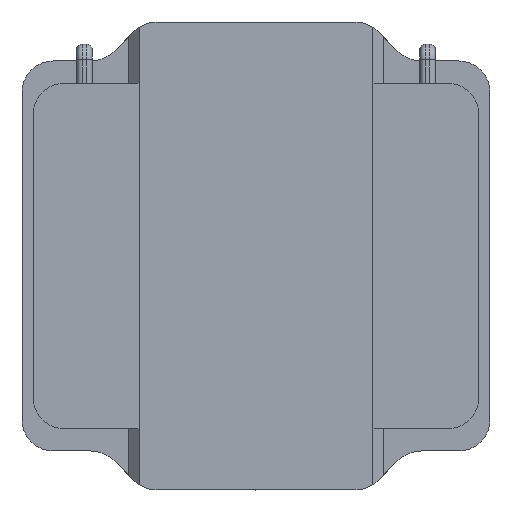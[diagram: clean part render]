
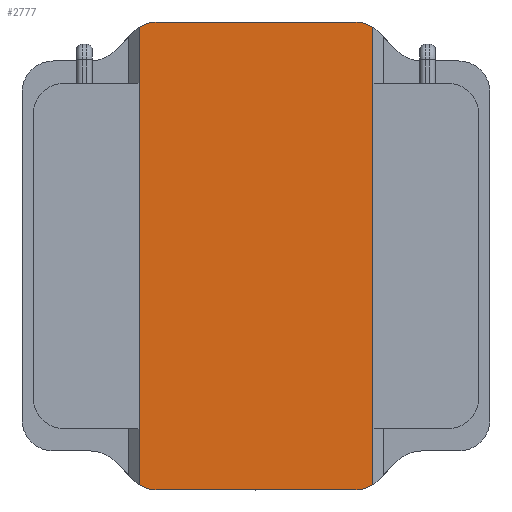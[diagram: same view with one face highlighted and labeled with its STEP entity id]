
A CAD part, front view. The second image highlights one B-rep face of the part: STEP entity #2777.
In plain terms, the highlighted planar face has unit normal (0, -1, 0).
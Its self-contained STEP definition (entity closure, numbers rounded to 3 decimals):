
#93 = LINE ( 'NONE', #3182, #2164 ) ;
#172 = EDGE_CURVE ( 'NONE', #6057, #276, #1395, .T. ) ;
#219 = EDGE_CURVE ( 'NONE', #344, #6057, #3249, .T. ) ;
#246 = AXIS2_PLACEMENT_3D ( 'NONE', #5394, #1350, #5113 ) ;
#276 = VERTEX_POINT ( 'NONE', #5576 ) ;
#344 = VERTEX_POINT ( 'NONE', #2195 ) ;
#428 = ORIENTED_EDGE ( 'NONE', *, *, #219, .F. ) ;
#592 = DIRECTION ( 'NONE',  ( 0., 1., 0. ) ) ;
#651 = CARTESIAN_POINT ( 'NONE',  ( 2.1, 0., -0.886 ) ) ;
#689 = CIRCLE ( 'NONE', #5558, 0.3 ) ;
#751 = VECTOR ( 'NONE', #4307, 1000. ) ;
#824 = DIRECTION ( 'NONE',  ( 0., 0., 1. ) ) ;
#1214 = EDGE_CURVE ( 'NONE', #5986, #4220, #3495, .T. ) ;
#1350 = DIRECTION ( 'NONE',  ( 0., 1., 0. ) ) ;
#1370 = CIRCLE ( 'NONE', #4257, 0.3 ) ;
#1395 = CIRCLE ( 'NONE', #3218, 0.3 ) ;
#1419 = CARTESIAN_POINT ( 'NONE',  ( 1.8, 0., 0.886 ) ) ;
#1515 = VECTOR ( 'NONE', #4927, 1000. ) ;
#1588 = ORIENTED_EDGE ( 'NONE', *, *, #2372, .F. ) ;
#1723 = EDGE_CURVE ( 'NONE', #276, #6100, #93, .T. ) ;
#1899 = DIRECTION ( 'NONE',  ( 0., 1., 0. ) ) ;
#1949 = CARTESIAN_POINT ( 'NONE',  ( 2.051, 0., 1.05 ) ) ;
#2039 = CARTESIAN_POINT ( 'NONE',  ( 2.1, 0., 0.886 ) ) ;
#2055 = CARTESIAN_POINT ( 'NONE',  ( -2.051, 0., -1.05 ) ) ;
#2164 = VECTOR ( 'NONE', #824, 1000. ) ;
#2195 = CARTESIAN_POINT ( 'NONE',  ( 2.051, 0., -1.05 ) ) ;
#2270 = ORIENTED_EDGE ( 'NONE', *, *, #3139, .F. ) ;
#2372 = EDGE_CURVE ( 'NONE', #6100, #4220, #689, .T. ) ;
#2483 = VERTEX_POINT ( 'NONE', #3007 ) ;
#2499 = EDGE_CURVE ( 'NONE', #3763, #2483, #4836, .T. ) ;
#2524 = ORIENTED_EDGE ( 'NONE', *, *, #3460, .F. ) ;
#2651 = PLANE ( 'NONE',  #6114 ) ;
#2777 = ADVANCED_FACE ( 'NONE', ( #4979 ), #2651, .F. ) ;
#2965 = CARTESIAN_POINT ( 'NONE',  ( 1.75, 0., 1.05 ) ) ;
#3007 = CARTESIAN_POINT ( 'NONE',  ( 2.1, 0., -0.886 ) ) ;
#3056 = DIRECTION ( 'NONE',  ( 0., 1., 0. ) ) ;
#3139 = EDGE_CURVE ( 'NONE', #2483, #344, #5212, .T. ) ;
#3182 = CARTESIAN_POINT ( 'NONE',  ( -2.1, 0., 0.886 ) ) ;
#3193 = ORIENTED_EDGE ( 'NONE', *, *, #172, .F. ) ;
#3218 = AXIS2_PLACEMENT_3D ( 'NONE', #4112, #3994, #4573 ) ;
#3247 = ORIENTED_EDGE ( 'NONE', *, *, #1723, .F. ) ;
#3249 = LINE ( 'NONE', #3793, #5651 ) ;
#3460 = EDGE_CURVE ( 'NONE', #5986, #3763, #1370, .T. ) ;
#3495 = LINE ( 'NONE', #2965, #1515 ) ;
#3763 = VERTEX_POINT ( 'NONE', #2039 ) ;
#3793 = CARTESIAN_POINT ( 'NONE',  ( 1.75, 0., -1.05 ) ) ;
#3994 = DIRECTION ( 'NONE',  ( 0., 1., 0. ) ) ;
#4010 = ORIENTED_EDGE ( 'NONE', *, *, #1214, .T. ) ;
#4112 = CARTESIAN_POINT ( 'NONE',  ( -1.8, 0., -0.886 ) ) ;
#4220 = VERTEX_POINT ( 'NONE', #5051 ) ;
#4257 = AXIS2_PLACEMENT_3D ( 'NONE', #1419, #1899, #5297 ) ;
#4307 = DIRECTION ( 'NONE',  ( 0., 0., -1. ) ) ;
#4417 = DIRECTION ( 'NONE',  ( 0., 0., 1. ) ) ;
#4563 = DIRECTION ( 'NONE',  ( 0., 0., 1. ) ) ;
#4573 = DIRECTION ( 'NONE',  ( 0., 0., 1. ) ) ;
#4611 = CARTESIAN_POINT ( 'NONE',  ( -2.1, 0., 0.886 ) ) ;
#4836 = LINE ( 'NONE', #651, #751 ) ;
#4927 = DIRECTION ( 'NONE',  ( -1., 0., 0. ) ) ;
#4979 = FACE_OUTER_BOUND ( 'NONE', #5792, .T. ) ;
#5051 = CARTESIAN_POINT ( 'NONE',  ( -2.051, 0., 1.05 ) ) ;
#5113 = DIRECTION ( 'NONE',  ( 0., 0., 1. ) ) ;
#5143 = DIRECTION ( 'NONE',  ( -1., 0., 0. ) ) ;
#5212 = CIRCLE ( 'NONE', #246, 0.3 ) ;
#5297 = DIRECTION ( 'NONE',  ( 0., 0., 1. ) ) ;
#5394 = CARTESIAN_POINT ( 'NONE',  ( 1.8, 0., -0.886 ) ) ;
#5510 = CARTESIAN_POINT ( 'NONE',  ( 0., 0., 0. ) ) ;
#5558 = AXIS2_PLACEMENT_3D ( 'NONE', #5779, #592, #4417 ) ;
#5576 = CARTESIAN_POINT ( 'NONE',  ( -2.1, 0., -0.886 ) ) ;
#5651 = VECTOR ( 'NONE', #5143, 1000. ) ;
#5779 = CARTESIAN_POINT ( 'NONE',  ( -1.8, 0., 0.886 ) ) ;
#5792 = EDGE_LOOP ( 'NONE', ( #4010, #1588, #3247, #3193, #428, #2270, #6151, #2524 ) ) ;
#5986 = VERTEX_POINT ( 'NONE', #1949 ) ;
#6057 = VERTEX_POINT ( 'NONE', #2055 ) ;
#6100 = VERTEX_POINT ( 'NONE', #4611 ) ;
#6114 = AXIS2_PLACEMENT_3D ( 'NONE', #5510, #3056, #4563 ) ;
#6151 = ORIENTED_EDGE ( 'NONE', *, *, #2499, .F. ) ;
